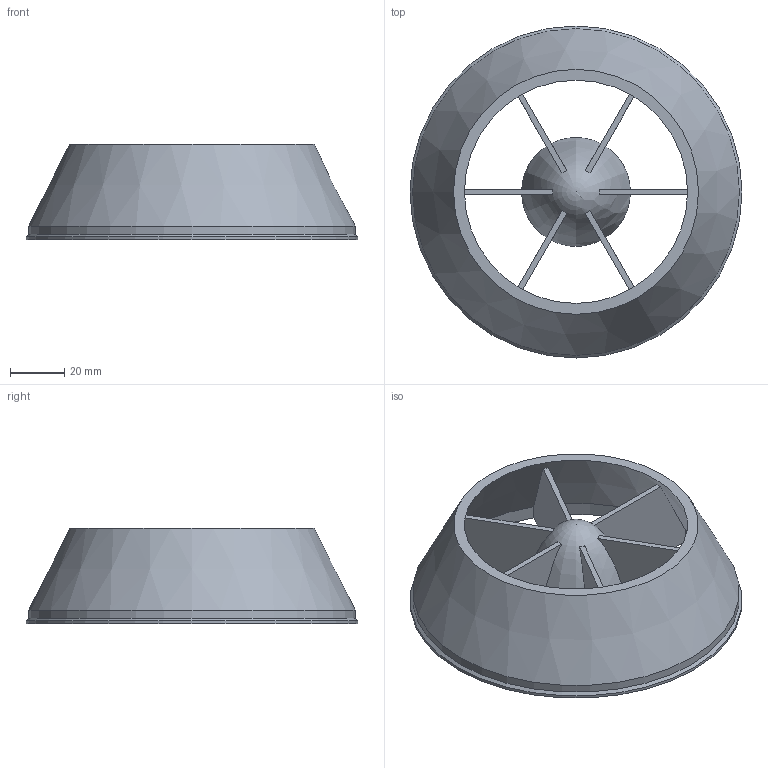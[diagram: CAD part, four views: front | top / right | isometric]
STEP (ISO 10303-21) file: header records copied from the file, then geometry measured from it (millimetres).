
FILE_DESCRIPTION(/* description */ ('','CAx-IF Rec.Pracs.---Representation and Presentation of Product Manufacturing Information (PMI)---4.0---2014-10-13'),/* implementation_level */ '2;1');
FILE_NAME(/* name */ 'Wind Sim - Fan Reducer.step',/* time_stamp */ '2025-02-25T21:02:04-05:00',/* author */ (''),/* organization */ (''),/* preprocessor_version */ 'ST-DEVELOPER v20',/* originating_system */ 'Autodesk Translation Framework v13.20.0.188',/* authorisation */ '');
FILE_SCHEMA (('AP242_MANAGED_MODEL_BASED_3D_ENGINEERING_MIM_LF { 1 0 10303 442 1 1 4 }'));
Length unit declared in the file: millimetre
Products named in the file (1): Wind Sim fan box
Bounding box: 122 x 122 x 35 mm (x, y, z)
Volume: 85615.9 mm3; surface area: 45755.2 mm2
Topology: 1 solids, 1 shells, 38 faces, 123 edges, 81 vertices
Faces by surface type: plane 20, cylinder 14, cone 3, bspline 1
Full cylindrical faces by diameter (mm): 120 x1, 122 x1
Entity records: 1586 total; most frequent: CARTESIAN_POINT 497, ORIENTED_EDGE 244, DIRECTION 203, EDGE_CURVE 122, VERTEX_POINT 81, AXIS2_PLACEMENT_3D 75, LINE 53, VECTOR 53
